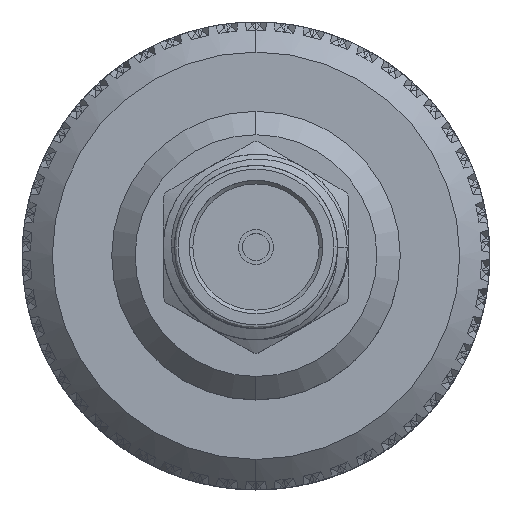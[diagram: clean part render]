
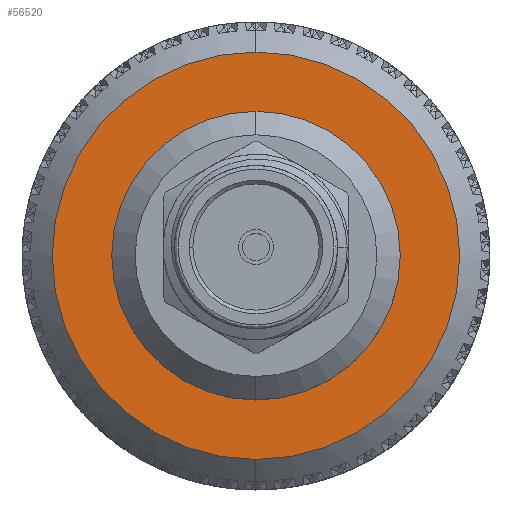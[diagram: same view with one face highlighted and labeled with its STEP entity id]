
A CAD part, top view. The second image highlights one B-rep face of the part: STEP entity #56520.
In plain terms, the highlighted face is planar.
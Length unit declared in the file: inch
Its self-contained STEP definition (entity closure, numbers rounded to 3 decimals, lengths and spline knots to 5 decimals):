
#4556 = CARTESIAN_POINT ( 'NONE',  ( 0.73971, -0.19438, 0. ) ) ;
#6352 = CIRCLE ( 'NONE', #68716, 0.19438 ) ;
#9087 = CIRCLE ( 'NONE', #61898, 0.27445 ) ;
#9148 = VERTEX_POINT ( 'NONE', #4556 ) ;
#9458 = VERTEX_POINT ( 'NONE', #33402 ) ;
#10668 = DIRECTION ( 'NONE',  ( 1., 0., 0. ) ) ;
#11322 = EDGE_CURVE ( 'NONE', #9148, #89119, #6352, .T. ) ;
#11957 = ORIENTED_EDGE ( 'NONE', *, *, #93557, .F. ) ;
#16157 = FACE_BOUND ( 'NONE', #55098, .T. ) ;
#16451 = AXIS2_PLACEMENT_3D ( 'NONE', #57784, #28093, #79901 ) ;
#16851 = VERTEX_POINT ( 'NONE', #60191 ) ;
#25462 = DIRECTION ( 'NONE',  ( 0., 1., 0. ) ) ;
#26679 = AXIS2_PLACEMENT_3D ( 'NONE', #69743, #54848, #46258 ) ;
#28093 = DIRECTION ( 'NONE',  ( 1., 0., 0. ) ) ;
#33402 = CARTESIAN_POINT ( 'NONE',  ( 0.73971, -0.27445, 0. ) ) ;
#34172 = EDGE_LOOP ( 'NONE', ( #46311, #56914 ) ) ;
#37395 = EDGE_CURVE ( 'NONE', #16851, #9458, #9087, .T. ) ;
#37460 = DIRECTION ( 'NONE',  ( 0., 1., 0. ) ) ;
#38564 = FACE_OUTER_BOUND ( 'NONE', #34172, .T. ) ;
#41213 = CARTESIAN_POINT ( 'NONE',  ( 0.73971, 0.19438, 0. ) ) ;
#41879 = AXIS2_PLACEMENT_3D ( 'NONE', #63367, #10668, #25462 ) ;
#43726 = CARTESIAN_POINT ( 'NONE',  ( 0.73971, 0., 0. ) ) ;
#44660 = DIRECTION ( 'NONE',  ( 1., 0., 0. ) ) ;
#46258 = DIRECTION ( 'NONE',  ( 0., 1., 0. ) ) ;
#46311 = ORIENTED_EDGE ( 'NONE', *, *, #82760, .T. ) ;
#51332 = CIRCLE ( 'NONE', #26679, 0.27445 ) ;
#54848 = DIRECTION ( 'NONE',  ( 1., 0., 0. ) ) ;
#55098 = EDGE_LOOP ( 'NONE', ( #11957, #85432 ) ) ;
#56520 = ADVANCED_FACE ( 'NONE', ( #38564, #16157 ), #73656, .T. ) ;
#56914 = ORIENTED_EDGE ( 'NONE', *, *, #37395, .T. ) ;
#57784 = CARTESIAN_POINT ( 'NONE',  ( 0.73971, 0.27445, 0. ) ) ;
#58940 = DIRECTION ( 'NONE',  ( 1., 0., 0. ) ) ;
#60191 = CARTESIAN_POINT ( 'NONE',  ( 0.73971, 0.27445, 0. ) ) ;
#61898 = AXIS2_PLACEMENT_3D ( 'NONE', #97434, #44660, #37460 ) ;
#63367 = CARTESIAN_POINT ( 'NONE',  ( 0.73971, 0., 0. ) ) ;
#68716 = AXIS2_PLACEMENT_3D ( 'NONE', #43726, #58940, #81705 ) ;
#69743 = CARTESIAN_POINT ( 'NONE',  ( 0.73971, 0., 0. ) ) ;
#73656 = PLANE ( 'NONE',  #16451 ) ;
#76836 = CIRCLE ( 'NONE', #41879, 0.19438 ) ;
#79901 = DIRECTION ( 'NONE',  ( 0., 1., 0. ) ) ;
#81705 = DIRECTION ( 'NONE',  ( 0., 1., 0. ) ) ;
#82760 = EDGE_CURVE ( 'NONE', #9458, #16851, #51332, .T. ) ;
#85432 = ORIENTED_EDGE ( 'NONE', *, *, #11322, .F. ) ;
#89119 = VERTEX_POINT ( 'NONE', #41213 ) ;
#93557 = EDGE_CURVE ( 'NONE', #89119, #9148, #76836, .T. ) ;
#97434 = CARTESIAN_POINT ( 'NONE',  ( 0.73971, 0., 0. ) ) ;
